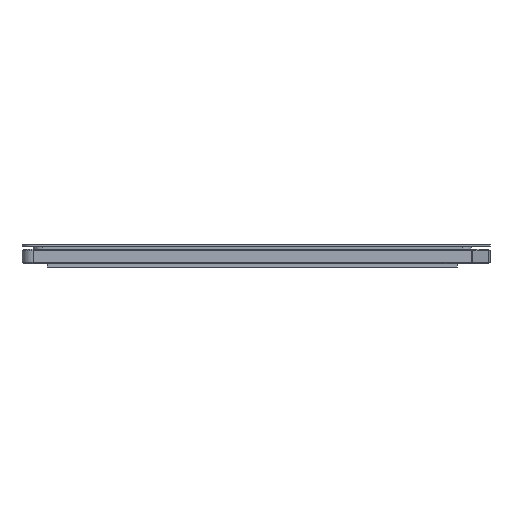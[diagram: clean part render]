
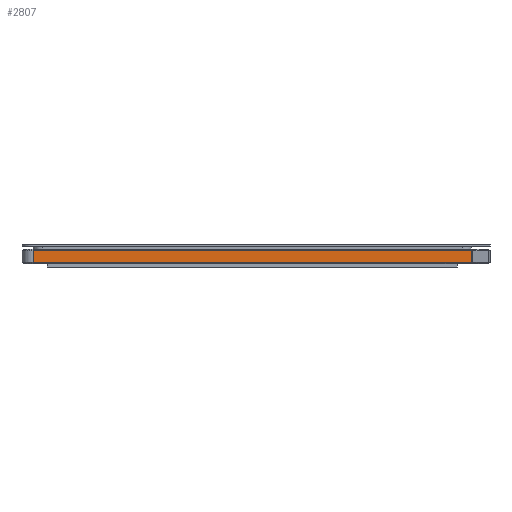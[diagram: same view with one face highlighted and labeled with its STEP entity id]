
A CAD part, left-side view. The second image highlights one B-rep face of the part: STEP entity #2807.
In plain terms, the highlighted planar face has unit normal (-1, 0, 0).
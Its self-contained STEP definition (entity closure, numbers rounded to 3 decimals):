
#2768=CARTESIAN_POINT('',(1982.5,395.5,421.5));
#2769=DIRECTION('',(1.,-0.,0.));
#2770=DIRECTION('',(-0.,-1.,0.));
#2771=AXIS2_PLACEMENT_3D('',#2768,#2769,#2770);
#2772=PLANE('',#2771);
#2773=CARTESIAN_POINT('',(1982.5,395.5,417.8));
#2774=VERTEX_POINT('',#2773);
#2775=CARTESIAN_POINT('',(1982.5,395.5,411.35));
#2776=VERTEX_POINT('',#2775);
#2777=CARTESIAN_POINT('',(1982.5,395.5,417.8));
#2778=DIRECTION('',(0.,0.,-1.));
#2779=VECTOR('',#2778,6.45);
#2780=LINE('',#2777,#2779);
#2781=EDGE_CURVE('',#2774,#2776,#2780,.T.);
#2782=ORIENTED_EDGE('',*,*,#2781,.T.);
#2783=CARTESIAN_POINT('',(1982.5,160.5,411.35));
#2784=VERTEX_POINT('',#2783);
#2785=CARTESIAN_POINT('',(1982.5,395.5,411.35));
#2786=DIRECTION('',(-0.,-1.,-0.));
#2787=VECTOR('',#2786,235.);
#2788=LINE('',#2785,#2787);
#2789=EDGE_CURVE('',#2776,#2784,#2788,.T.);
#2790=ORIENTED_EDGE('',*,*,#2789,.T.);
#2791=CARTESIAN_POINT('',(1982.5,160.5,417.8));
#2792=VERTEX_POINT('',#2791);
#2793=CARTESIAN_POINT('',(1982.5,160.5,417.8));
#2794=DIRECTION('',(-0.,0.,-1.));
#2795=VECTOR('',#2794,6.45);
#2796=LINE('',#2793,#2795);
#2797=EDGE_CURVE('',#2792,#2784,#2796,.T.);
#2798=ORIENTED_EDGE('',*,*,#2797,.F.);
#2799=CARTESIAN_POINT('',(1982.5,160.5,417.8));
#2800=DIRECTION('',(0.,1.,0.));
#2801=VECTOR('',#2800,235.);
#2802=LINE('',#2799,#2801);
#2803=EDGE_CURVE('',#2792,#2774,#2802,.T.);
#2804=ORIENTED_EDGE('',*,*,#2803,.T.);
#2805=EDGE_LOOP('',(#2782,#2790,#2798,#2804));
#2806=FACE_BOUND('',#2805,.T.);
#2807=ADVANCED_FACE('',(#2806),#2772,.F.);
